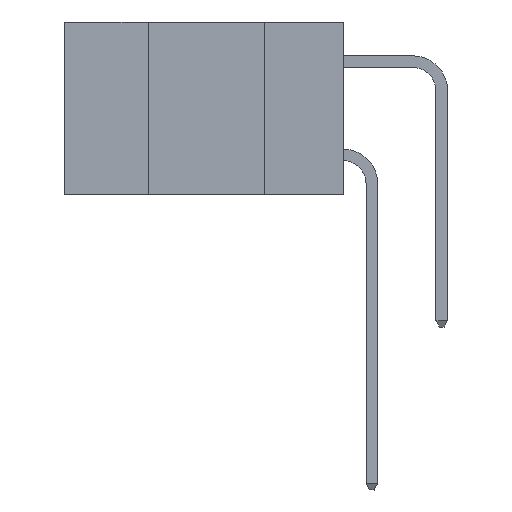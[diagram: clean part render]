
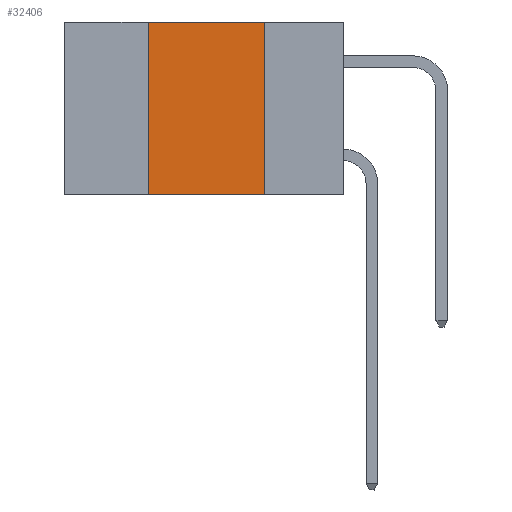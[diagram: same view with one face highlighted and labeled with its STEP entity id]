
A CAD part, left-side view. The second image highlights one B-rep face of the part: STEP entity #32406.
In plain terms, the highlighted planar face has unit normal (-1, 0, 0).
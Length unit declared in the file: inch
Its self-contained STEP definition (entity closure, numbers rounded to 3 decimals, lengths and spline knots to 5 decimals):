
#857 = VERTEX_POINT ( 'NONE', #28177 ) ;
#2143 = CARTESIAN_POINT ( 'NONE',  ( 0., 0.42, 0. ) ) ;
#2898 = PLANE ( 'NONE',  #14512 ) ;
#3034 = DIRECTION ( 'NONE',  ( 0., -1., 0. ) ) ;
#3517 = VECTOR ( 'NONE', #32340, 39.37008 ) ;
#3912 = CARTESIAN_POINT ( 'NONE',  ( 0., 0.17, 0. ) ) ;
#4956 = EDGE_CURVE ( 'NONE', #857, #15979, #21591, .T. ) ;
#4966 = ORIENTED_EDGE ( 'NONE', *, *, #17198, .F. ) ;
#6383 = LINE ( 'NONE', #13349, #25515 ) ;
#7722 = VECTOR ( 'NONE', #30017, 39.37008 ) ;
#7856 = CARTESIAN_POINT ( 'NONE',  ( 0., 0.17, 0. ) ) ;
#8104 = CARTESIAN_POINT ( 'NONE',  ( 0., 0.6, 0. ) ) ;
#8429 = EDGE_CURVE ( 'NONE', #857, #29645, #10382, .T. ) ;
#10281 = FACE_OUTER_BOUND ( 'NONE', #25561, .T. ) ;
#10382 = LINE ( 'NONE', #27050, #3517 ) ;
#10721 = DIRECTION ( 'NONE',  ( 0., 0., -1. ) ) ;
#10800 = ORIENTED_EDGE ( 'NONE', *, *, #8429, .F. ) ;
#13349 = CARTESIAN_POINT ( 'NONE',  ( 0., 0.6, 0. ) ) ;
#13972 = ORIENTED_EDGE ( 'NONE', *, *, #14384, .F. ) ;
#14384 = EDGE_CURVE ( 'NONE', #29645, #30954, #6383, .T. ) ;
#14512 = AXIS2_PLACEMENT_3D ( 'NONE', #8104, #26343, #10721 ) ;
#15979 = VERTEX_POINT ( 'NONE', #30543 ) ;
#16884 = DIRECTION ( 'NONE',  ( 0., 0., -1. ) ) ;
#16991 = ORIENTED_EDGE ( 'NONE', *, *, #4956, .T. ) ;
#17198 = EDGE_CURVE ( 'NONE', #30954, #15979, #25473, .T. ) ;
#17744 = VECTOR ( 'NONE', #16884, 39.37008 ) ;
#21591 = LINE ( 'NONE', #27355, #7722 ) ;
#25473 = LINE ( 'NONE', #3912, #17744 ) ;
#25515 = VECTOR ( 'NONE', #3034, 39.37008 ) ;
#25561 = EDGE_LOOP ( 'NONE', ( #4966, #13972, #10800, #16991 ) ) ;
#26343 = DIRECTION ( 'NONE',  ( 1., 0., 0. ) ) ;
#27050 = CARTESIAN_POINT ( 'NONE',  ( 0., 0.42, 0. ) ) ;
#27355 = CARTESIAN_POINT ( 'NONE',  ( 0., 0.6, -0.37 ) ) ;
#28177 = CARTESIAN_POINT ( 'NONE',  ( 0., 0.42, -0.37 ) ) ;
#29645 = VERTEX_POINT ( 'NONE', #2143 ) ;
#30017 = DIRECTION ( 'NONE',  ( 0., -1., 0. ) ) ;
#30543 = CARTESIAN_POINT ( 'NONE',  ( 0., 0.17, -0.37 ) ) ;
#30954 = VERTEX_POINT ( 'NONE', #7856 ) ;
#32340 = DIRECTION ( 'NONE',  ( 0., 0., 1. ) ) ;
#32406 = ADVANCED_FACE ( 'NONE', ( #10281 ), #2898, .F. ) ;
